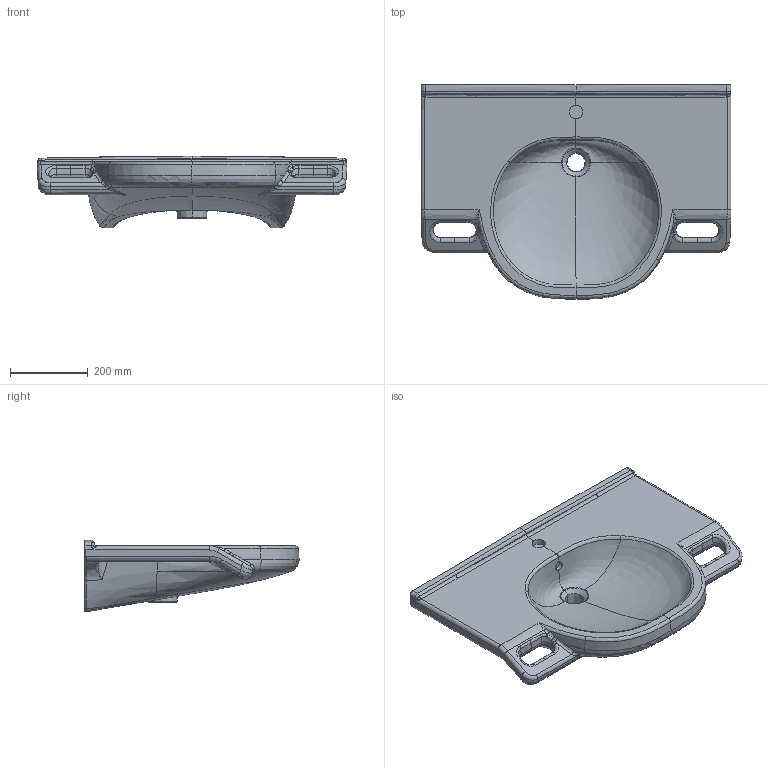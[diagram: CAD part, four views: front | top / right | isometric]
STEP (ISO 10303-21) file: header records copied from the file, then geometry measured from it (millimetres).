
FILE_DESCRIPTION(/* description */ (''),/* implementation_level */ '2;1');
FILE_NAME(/* name */ '412080_O.Novo_Vita_WT_80.stp',/* time_stamp */ '2019-02-15T09:21:20+01:00',/* author */ (''),/* organization */ (''),/* preprocessor_version */ 'ST-DEVELOPER v16',/* originating_system */ 'SIEMENS PLM Software NX 10.0',/* authorisation */ '');
FILE_SCHEMA (('AUTOMOTIVE_DESIGN { 1 0 10303 214 3 1 1 1 }'));
Products named in the file (1): math27F85B32ydrn
Bounding box: 798.6 x 551.96 x 184.06 mm (x, y, z)
Volume: 24114093.6 mm3; surface area: 1062834.4 mm2
Topology: 1 solids, 1 shells, 345 faces, 911 edges, 542 vertices
Faces by surface type: bspline 276, plane 49, cylinder 14, extrusion 6
Full cylindrical faces by diameter (mm): 24 x1, 35 x1
Entity records: 39693 total; most frequent: CARTESIAN_POINT 34066, ORIENTED_EDGE 1772, EDGE_CURVE 886, B_SPLINE_CURVE_WITH_KNOTS 744, VERTEX_POINT 541, EDGE_LOOP 349, ADVANCED_FACE 345, FACE_OUTER_BOUND 341
